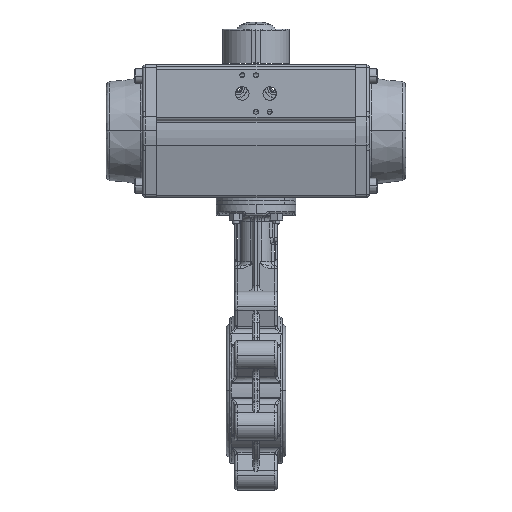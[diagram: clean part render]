
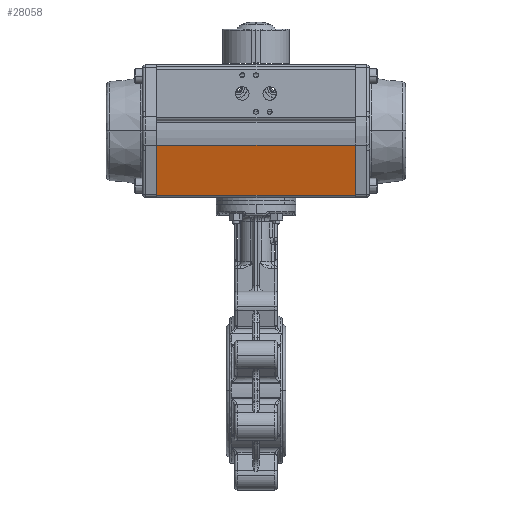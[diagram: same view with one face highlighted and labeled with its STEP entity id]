
A CAD part, top view. The second image highlights one B-rep face of the part: STEP entity #28058.
In plain terms, the highlighted planar face has unit normal (0, 0.243, -0.97).
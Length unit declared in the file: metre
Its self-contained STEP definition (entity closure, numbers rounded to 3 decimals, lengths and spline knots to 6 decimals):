
#1561 = CARTESIAN_POINT ( 'NONE',  ( -0.161504, 0.066603, 0.313501 ) ) ;
#1788 = CARTESIAN_POINT ( 'NONE',  ( -0.161504, 0.06471, 0.313028 ) ) ;
#3226 = ORIENTED_EDGE ( 'NONE', *, *, #31225, .T. ) ;
#5220 = ORIENTED_EDGE ( 'NONE', *, *, #65103, .T. ) ;
#6468 = LINE ( 'NONE', #25907, #30170 ) ;
#9686 = FACE_OUTER_BOUND ( 'NONE', #68151, .T. ) ;
#10617 = VECTOR ( 'NONE', #58616, 1. ) ;
#12002 = ORIENTED_EDGE ( 'NONE', *, *, #69888, .T. ) ;
#14586 = CARTESIAN_POINT ( 'NONE',  ( 0.012496, 0.066603, 0.313501 ) ) ;
#16225 = CARTESIAN_POINT ( 'NONE',  ( -0.161504, 0.066603, 0.313501 ) ) ;
#16738 = DIRECTION ( 'NONE',  ( 0., 0.243, -0.97 ) ) ;
#18034 = DIRECTION ( 'NONE',  ( 0., -0.97, -0.243 ) ) ;
#23225 = VERTEX_POINT ( 'NONE', #14586 ) ;
#25907 = CARTESIAN_POINT ( 'NONE',  ( 0.012496, 0.06471, 0.313028 ) ) ;
#28058 = ADVANCED_FACE ( 'NONE', ( #9686 ), #83482, .T. ) ;
#28755 = AXIS2_PLACEMENT_3D ( 'NONE', #30453, #16738, #18034 ) ;
#28761 = DIRECTION ( 'NONE',  ( 0., 0.97, 0.243 ) ) ;
#29283 = CARTESIAN_POINT ( 'NONE',  ( 0.012496, 0.110583, 0.324503 ) ) ;
#30170 = VECTOR ( 'NONE', #33427, 1. ) ;
#30453 = CARTESIAN_POINT ( 'NONE',  ( -0.161504, 0.06471, 0.313028 ) ) ;
#31225 = EDGE_CURVE ( 'NONE', #23225, #33914, #62655, .T. ) ;
#33427 = DIRECTION ( 'NONE',  ( 0., -0.97, -0.243 ) ) ;
#33914 = VERTEX_POINT ( 'NONE', #1561 ) ;
#45507 = VERTEX_POINT ( 'NONE', #67118 ) ;
#51879 = VECTOR ( 'NONE', #56007, 1. ) ;
#55663 = CARTESIAN_POINT ( 'NONE',  ( -0.161504, 0.110583, 0.324503 ) ) ;
#55675 = EDGE_CURVE ( 'NONE', #45507, #86932, #85118, .T. ) ;
#56007 = DIRECTION ( 'NONE',  ( -1., 0., 0. ) ) ;
#56588 = LINE ( 'NONE', #1788, #81118 ) ;
#58616 = DIRECTION ( 'NONE',  ( 1., 0., 0. ) ) ;
#62655 = LINE ( 'NONE', #16225, #51879 ) ;
#65103 = EDGE_CURVE ( 'NONE', #86932, #23225, #6468, .T. ) ;
#67118 = CARTESIAN_POINT ( 'NONE',  ( -0.161504, 0.110583, 0.324503 ) ) ;
#68151 = EDGE_LOOP ( 'NONE', ( #3226, #12002, #81558, #5220 ) ) ;
#69888 = EDGE_CURVE ( 'NONE', #33914, #45507, #56588, .T. ) ;
#81118 = VECTOR ( 'NONE', #28761, 1. ) ;
#81558 = ORIENTED_EDGE ( 'NONE', *, *, #55675, .T. ) ;
#83482 = PLANE ( 'NONE',  #28755 ) ;
#85118 = LINE ( 'NONE', #55663, #10617 ) ;
#86932 = VERTEX_POINT ( 'NONE', #29283 ) ;
